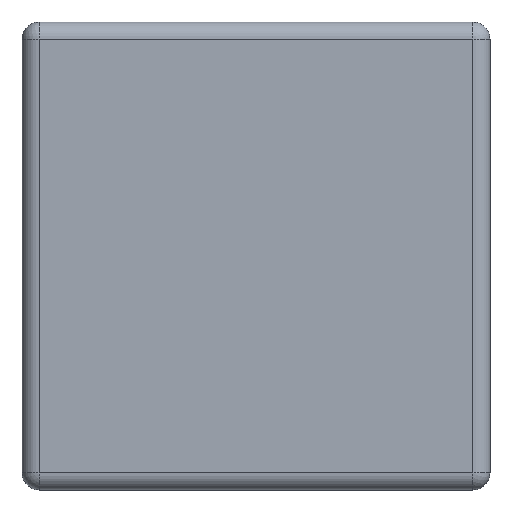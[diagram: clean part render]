
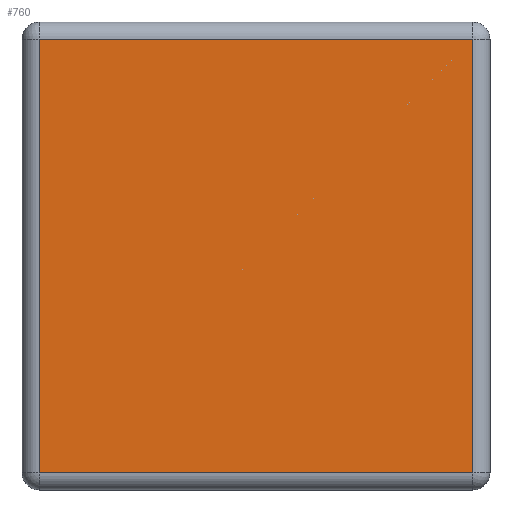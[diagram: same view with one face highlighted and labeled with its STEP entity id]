
A CAD part, left-side view. The second image highlights one B-rep face of the part: STEP entity #760.
In plain terms, the highlighted planar face has unit normal (-1, 0, 0).
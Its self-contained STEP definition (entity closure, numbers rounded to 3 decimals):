
#22=PLANE('',#854);
#38=LINE('',#1200,#98);
#40=LINE('',#1217,#100);
#45=LINE('',#1239,#105);
#58=LINE('',#1272,#118);
#98=VECTOR('',#934,10.);
#100=VECTOR('',#954,10.);
#105=VECTOR('',#981,10.);
#118=VECTOR('',#1022,10.);
#202=FACE_OUTER_BOUND('',#258,.T.);
#258=EDGE_LOOP('',(#583,#584,#585,#586));
#344=VERTEX_POINT('',#1186);
#346=VERTEX_POINT('',#1192);
#354=VERTEX_POINT('',#1212);
#358=VERTEX_POINT('',#1232);
#406=EDGE_CURVE('',#346,#344,#38,.T.);
#414=EDGE_CURVE('',#344,#354,#40,.T.);
#425=EDGE_CURVE('',#358,#346,#45,.T.);
#444=EDGE_CURVE('',#354,#358,#58,.T.);
#583=ORIENTED_EDGE('',*,*,#406,.F.);
#584=ORIENTED_EDGE('',*,*,#425,.F.);
#585=ORIENTED_EDGE('',*,*,#444,.F.);
#586=ORIENTED_EDGE('',*,*,#414,.F.);
#760=ADVANCED_FACE('',(#202),#22,.T.);
#854=AXIS2_PLACEMENT_3D('',#1277,#1029,#1030);
#934=DIRECTION('',(0.,1.,0.));
#954=DIRECTION('',(0.,0.,1.));
#981=DIRECTION('',(0.,0.,-1.));
#1022=DIRECTION('',(0.,-1.,0.));
#1029=DIRECTION('center_axis',(-1.,0.,0.));
#1030=DIRECTION('ref_axis',(0.,-1.,0.));
#1186=CARTESIAN_POINT('',(-0.525,0.255,0.02));
#1192=CARTESIAN_POINT('',(-0.525,-0.255,0.02));
#1200=CARTESIAN_POINT('',(-0.525,0.138,0.02));
#1212=CARTESIAN_POINT('',(-0.525,0.255,0.53));
#1217=CARTESIAN_POINT('',(-0.525,0.255,0.));
#1232=CARTESIAN_POINT('',(-0.525,-0.255,0.53));
#1239=CARTESIAN_POINT('',(-0.525,-0.255,0.));
#1272=CARTESIAN_POINT('',(-0.525,0.138,0.53));
#1277=CARTESIAN_POINT('Origin',(-0.525,0.275,0.));
